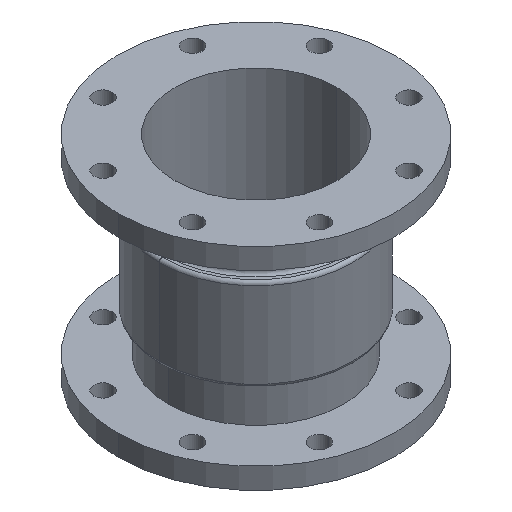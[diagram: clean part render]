
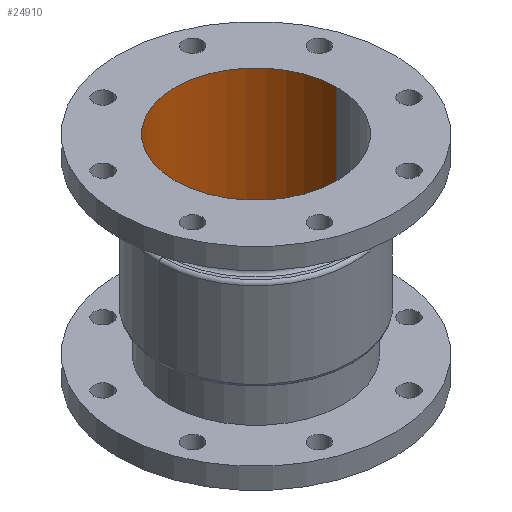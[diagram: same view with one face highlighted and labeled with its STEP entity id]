
A CAD part, isometric view. The second image highlights one B-rep face of the part: STEP entity #24910.
In plain terms, the highlighted cylindrical face has radius 77.85 mm (diameter 155.7 mm), a partial arc.
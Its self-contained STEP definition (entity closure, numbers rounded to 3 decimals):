
#527 = DIRECTION ( 'NONE',  ( 1., 0., 0. ) ) ;
#1594 = CARTESIAN_POINT ( 'NONE',  ( 0., 0., -203. ) ) ;
#2262 = AXIS2_PLACEMENT_3D ( 'NONE', #1594, #2766, #527 ) ;
#2766 = DIRECTION ( 'NONE',  ( 0., 0., 1. ) ) ;
#3216 = CIRCLE ( 'NONE', #2262, 77.85 ) ;
#5355 = CARTESIAN_POINT ( 'NONE',  ( -77.85, 0., -203. ) ) ;
#5573 = VERTEX_POINT ( 'NONE', #19147 ) ;
#6162 = EDGE_CURVE ( 'NONE', #11033, #24312, #25976, .T. ) ;
#7237 = CYLINDRICAL_SURFACE ( 'NONE', #18430, 77.85 ) ;
#7381 = FACE_OUTER_BOUND ( 'NONE', #22904, .T. ) ;
#7440 = CARTESIAN_POINT ( 'NONE',  ( 0., 0., 0. ) ) ;
#7451 = AXIS2_PLACEMENT_3D ( 'NONE', #7440, #9019, #27595 ) ;
#8432 = LINE ( 'NONE', #15996, #12580 ) ;
#8914 = CIRCLE ( 'NONE', #7451, 77.85 ) ;
#9019 = DIRECTION ( 'NONE',  ( 0., 0., 1. ) ) ;
#9359 = CARTESIAN_POINT ( 'NONE',  ( 77.85, 0., 0. ) ) ;
#11033 = VERTEX_POINT ( 'NONE', #23874 ) ;
#11937 = DIRECTION ( 'NONE',  ( 1., 0., 0. ) ) ;
#12580 = VECTOR ( 'NONE', #27311, 1000. ) ;
#12966 = EDGE_CURVE ( 'NONE', #11033, #17382, #3216, .T. ) ;
#14370 = ORIENTED_EDGE ( 'NONE', *, *, #26946, .T. ) ;
#15996 = CARTESIAN_POINT ( 'NONE',  ( -77.85, 0., 0. ) ) ;
#16617 = CARTESIAN_POINT ( 'NONE',  ( 0., 0., 0. ) ) ;
#16833 = ORIENTED_EDGE ( 'NONE', *, *, #6162, .T. ) ;
#17382 = VERTEX_POINT ( 'NONE', #5355 ) ;
#18430 = AXIS2_PLACEMENT_3D ( 'NONE', #16617, #25834, #11937 ) ;
#19147 = CARTESIAN_POINT ( 'NONE',  ( -77.85, 0., 0. ) ) ;
#20998 = VECTOR ( 'NONE', #23108, 1000. ) ;
#22904 = EDGE_LOOP ( 'NONE', ( #25141, #28641, #16833, #14370 ) ) ;
#23108 = DIRECTION ( 'NONE',  ( 0., 0., 1. ) ) ;
#23874 = CARTESIAN_POINT ( 'NONE',  ( 77.85, 0., -203. ) ) ;
#24312 = VERTEX_POINT ( 'NONE', #25167 ) ;
#24910 = ADVANCED_FACE ( 'NONE', ( #7381 ), #7237, .F. ) ;
#25141 = ORIENTED_EDGE ( 'NONE', *, *, #28285, .F. ) ;
#25167 = CARTESIAN_POINT ( 'NONE',  ( 77.85, 0., 0. ) ) ;
#25834 = DIRECTION ( 'NONE',  ( 0., 0., 1. ) ) ;
#25976 = LINE ( 'NONE', #9359, #20998 ) ;
#26946 = EDGE_CURVE ( 'NONE', #24312, #5573, #8914, .T. ) ;
#27311 = DIRECTION ( 'NONE',  ( 0., 0., 1. ) ) ;
#27595 = DIRECTION ( 'NONE',  ( 1., 0., 0. ) ) ;
#28285 = EDGE_CURVE ( 'NONE', #17382, #5573, #8432, .T. ) ;
#28641 = ORIENTED_EDGE ( 'NONE', *, *, #12966, .F. ) ;
